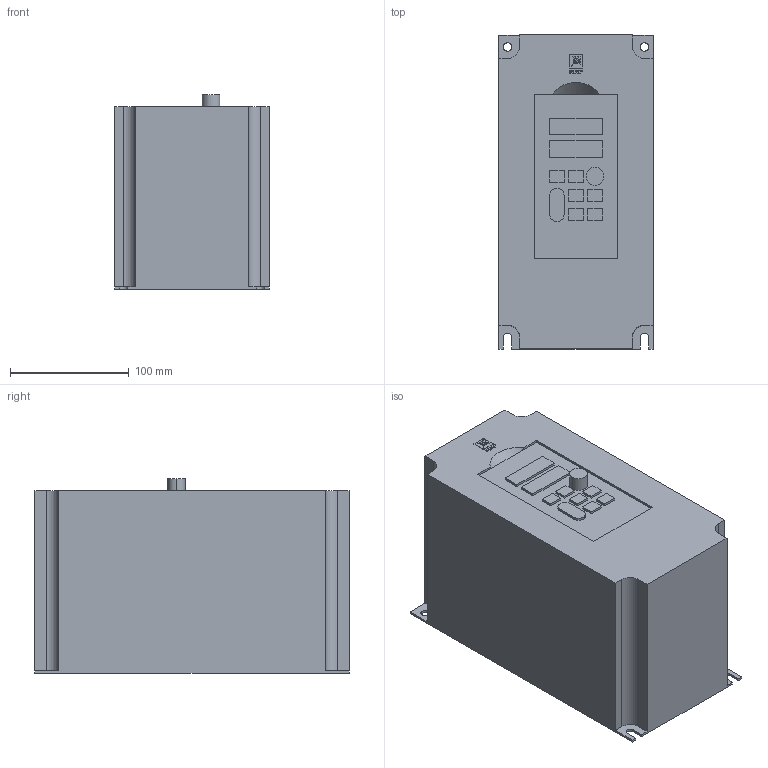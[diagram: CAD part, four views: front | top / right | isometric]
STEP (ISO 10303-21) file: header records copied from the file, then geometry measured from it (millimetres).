
FILE_DESCRIPTION (( 'STEP AP214' ), '1' );
FILE_NAME ('Ïðåîáðàçîâàòåëü ÷àñòîòû VECTOR-100_VT100-5R5-3B.STEP', '2018-04-02T10:49:33', ( '' ), ( '' ), 'SwSTEP 2.0', 'SolidWorks 2017', '' );
FILE_SCHEMA (( 'AUTOMOTIVE_DESIGN' ));
Length unit declared in the file: millimetre
Products named in the file (1): Ïðåîáðàçîâàòåëü ÷àñòîòû VECTOR-100_VT100-5R5-3B
Bounding box: 130 x 264 x 163.5 mm (x, y, z)
Volume: 5054691.8 mm3; surface area: 189497.8 mm2
Topology: 1 solids, 1 shells, 185 faces, 489 edges, 324 vertices
Faces by surface type: plane 131, bspline 40, cylinder 14
Entity records: 6329 total; most frequent: CARTESIAN_POINT 1528, ORIENTED_EDGE 974, DIRECTION 731, EDGE_CURVE 487, VECTOR 377, LINE 377, VERTEX_POINT 324, EDGE_LOOP 209
